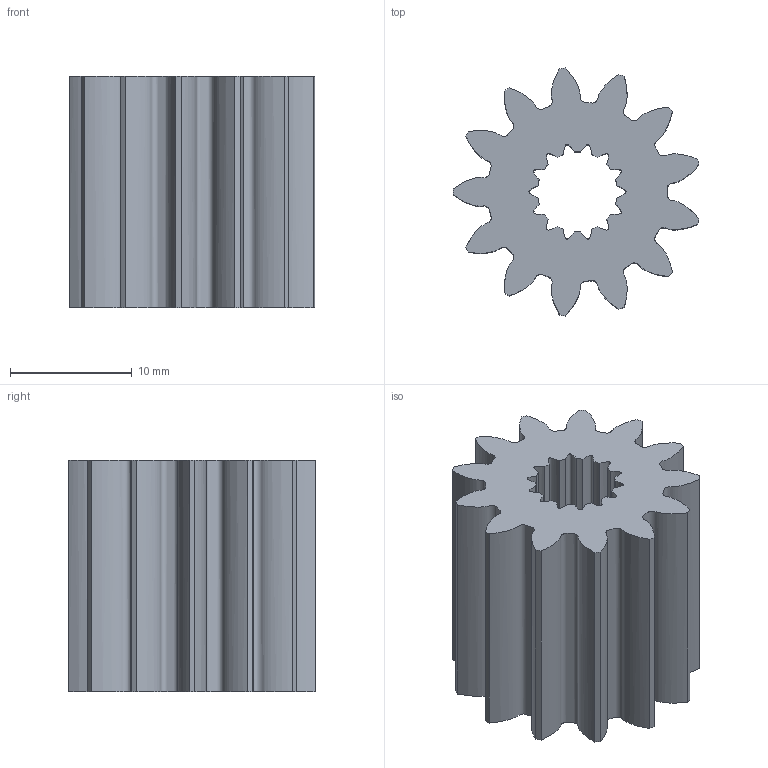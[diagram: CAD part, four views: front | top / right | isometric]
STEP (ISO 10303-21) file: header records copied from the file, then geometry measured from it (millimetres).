
FILE_DESCRIPTION (( 'STEP AP214' ), '1' );
FILE_NAME ('WCP-0494 Rev1.step', '2024-04-02T21:42:29', ( '' ), ( '' ), 'SwSTEP 2.0', 'SolidWorks 2022', '' );
FILE_SCHEMA (( 'AUTOMOTIVE_DESIGN' ));
Length unit declared in the file: inch
Products named in the file (1): WCP-0494 Rev1
Bounding box: 20.22 x 20.36 x 19.05 mm (x, y, z)
Volume: 3867.3 mm3; surface area: 2951 mm2
Topology: 1 solids, 1 shells, 56 faces, 162 edges, 108 vertices
Faces by surface type: bspline 27, cylinder 27, plane 2
Entity records: 6774 total; most frequent: CARTESIAN_POINT 5386, ORIENTED_EDGE 324, DIRECTION 222, EDGE_CURVE 162, VERTEX_POINT 108, AXIS2_PLACEMENT_3D 84, EDGE_LOOP 58, FACE_OUTER_BOUND 56
